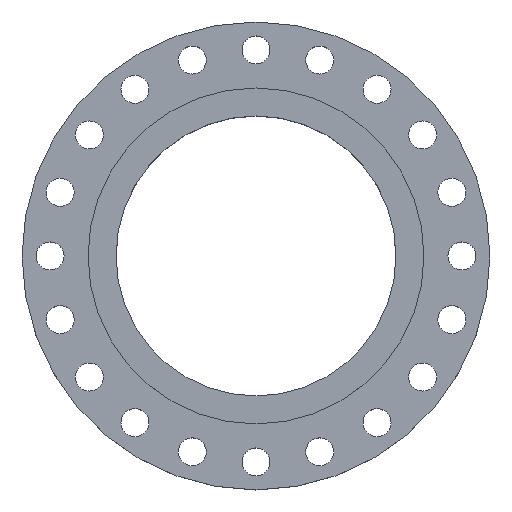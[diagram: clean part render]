
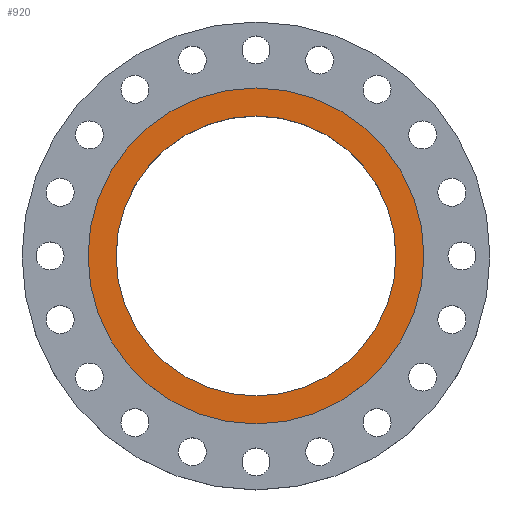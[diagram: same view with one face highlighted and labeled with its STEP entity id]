
A CAD part, top view. The second image highlights one B-rep face of the part: STEP entity #920.
In plain terms, the highlighted planar face has unit normal (0, 0, 1).
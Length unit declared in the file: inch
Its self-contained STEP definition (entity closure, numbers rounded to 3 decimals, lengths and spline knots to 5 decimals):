
#29 = EDGE_CURVE ( 'NONE', #1714, #1246, #1522, .T. ) ;
#70 = DIRECTION ( 'NONE',  ( 0., 0., 1. ) ) ;
#94 = CARTESIAN_POINT ( 'NONE',  ( 8.75, 0., 0. ) ) ;
#123 = VERTEX_POINT ( 'NONE', #94 ) ;
#129 = DIRECTION ( 'NONE',  ( 1., 0., 0. ) ) ;
#153 = EDGE_CURVE ( 'NONE', #1246, #1714, #940, .T. ) ;
#196 = AXIS2_PLACEMENT_3D ( 'NONE', #1051, #784, #2011 ) ;
#202 = EDGE_LOOP ( 'NONE', ( #1878, #1751 ) ) ;
#206 = CARTESIAN_POINT ( 'NONE',  ( -10.5, 0., 0. ) ) ;
#235 = CARTESIAN_POINT ( 'NONE',  ( 0., 8.75, 0. ) ) ;
#257 = DIRECTION ( 'NONE',  ( 1., 0., 0. ) ) ;
#298 = ORIENTED_EDGE ( 'NONE', *, *, #1390, .F. ) ;
#395 = EDGE_CURVE ( 'NONE', #1476, #123, #581, .T. ) ;
#537 = CARTESIAN_POINT ( 'NONE',  ( 10.5, 0., 0. ) ) ;
#544 = AXIS2_PLACEMENT_3D ( 'NONE', #1984, #1548, #1055 ) ;
#548 = CARTESIAN_POINT ( 'NONE',  ( 0., 0., 0. ) ) ;
#581 = CIRCLE ( 'NONE', #906, 8.75 ) ;
#588 = DIRECTION ( 'NONE',  ( 0., 0., 1. ) ) ;
#697 = PLANE ( 'NONE',  #821 ) ;
#753 = CARTESIAN_POINT ( 'NONE',  ( 0., 0., 0. ) ) ;
#784 = DIRECTION ( 'NONE',  ( 0., 0., 1. ) ) ;
#821 = AXIS2_PLACEMENT_3D ( 'NONE', #235, #861, #1518 ) ;
#861 = DIRECTION ( 'NONE',  ( 0., 0., -1. ) ) ;
#906 = AXIS2_PLACEMENT_3D ( 'NONE', #753, #588, #129 ) ;
#920 = ADVANCED_FACE ( 'NONE', ( #1142, #1778 ), #697, .F. ) ;
#940 = CIRCLE ( 'NONE', #544, 10.5 ) ;
#1033 = CIRCLE ( 'NONE', #196, 8.75 ) ;
#1051 = CARTESIAN_POINT ( 'NONE',  ( 0., 0., 0. ) ) ;
#1055 = DIRECTION ( 'NONE',  ( 1., 0., 0. ) ) ;
#1142 = FACE_BOUND ( 'NONE', #1370, .T. ) ;
#1246 = VERTEX_POINT ( 'NONE', #537 ) ;
#1355 = AXIS2_PLACEMENT_3D ( 'NONE', #548, #70, #257 ) ;
#1370 = EDGE_LOOP ( 'NONE', ( #298, #1637 ) ) ;
#1390 = EDGE_CURVE ( 'NONE', #123, #1476, #1033, .T. ) ;
#1476 = VERTEX_POINT ( 'NONE', #2040 ) ;
#1518 = DIRECTION ( 'NONE',  ( -1., 0., 0. ) ) ;
#1522 = CIRCLE ( 'NONE', #1355, 10.5 ) ;
#1548 = DIRECTION ( 'NONE',  ( 0., 0., 1. ) ) ;
#1637 = ORIENTED_EDGE ( 'NONE', *, *, #395, .F. ) ;
#1714 = VERTEX_POINT ( 'NONE', #206 ) ;
#1751 = ORIENTED_EDGE ( 'NONE', *, *, #29, .T. ) ;
#1778 = FACE_OUTER_BOUND ( 'NONE', #202, .T. ) ;
#1878 = ORIENTED_EDGE ( 'NONE', *, *, #153, .T. ) ;
#1984 = CARTESIAN_POINT ( 'NONE',  ( 0., 0., 0. ) ) ;
#2011 = DIRECTION ( 'NONE',  ( 1., 0., 0. ) ) ;
#2040 = CARTESIAN_POINT ( 'NONE',  ( -8.75, 0., 0. ) ) ;
